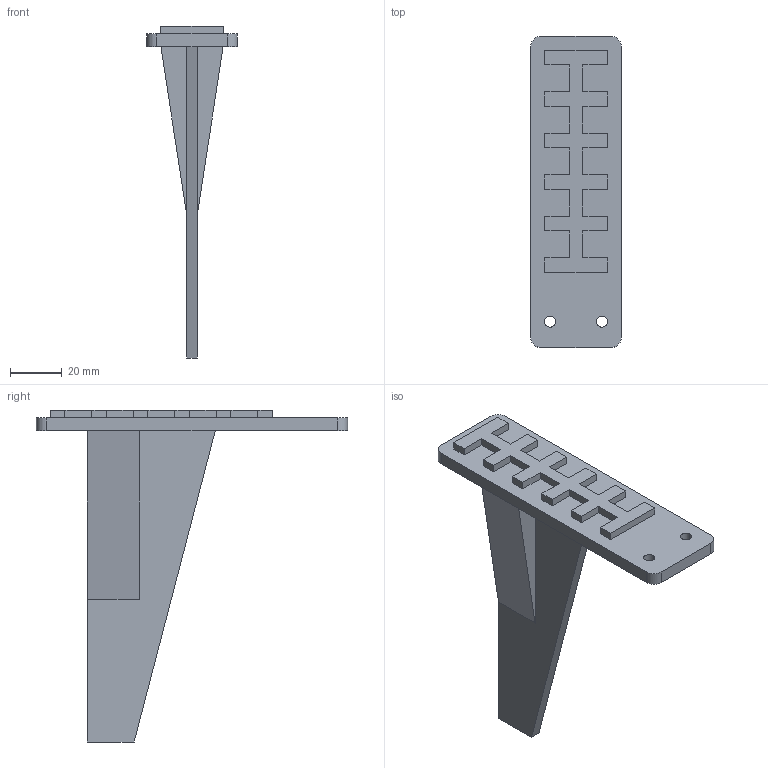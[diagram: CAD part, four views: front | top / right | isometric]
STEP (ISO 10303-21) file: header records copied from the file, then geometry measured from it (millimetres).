
FILE_DESCRIPTION (( 'STEP AP203' ), '1' );
FILE_NAME ('硃嫖腑盓殤', '2024-07-31T15:53:21', ( '' ), ( '' ), 'SwSTEP 2.0', 'SolidWorks 2022', '' );
FILE_SCHEMA (( 'CONFIG_CONTROL_DESIGN' ));
Length unit declared in the file: millimetre
Products named in the file (1): 补光灯支架
Bounding box: 35 x 120 x 128 mm (x, y, z)
Volume: 53168.4 mm3; surface area: 21043.1 mm2
Topology: 1 solids, 1 shells, 68 faces, 192 edges, 128 vertices
Faces by surface type: plane 60, cylinder 8
Entity records: 2257 total; most frequent: CARTESIAN_POINT 389, ORIENTED_EDGE 384, DIRECTION 346, EDGE_CURVE 192, LINE 176, VECTOR 176, VERTEX_POINT 128, AXIS2_PLACEMENT_3D 85
